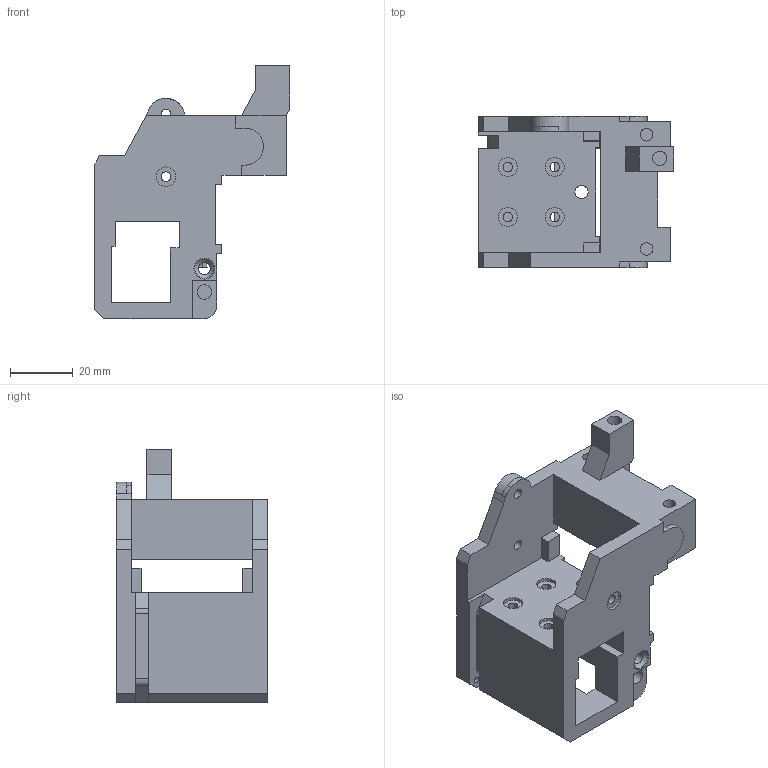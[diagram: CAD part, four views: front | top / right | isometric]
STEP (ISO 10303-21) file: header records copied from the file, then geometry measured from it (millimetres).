
FILE_DESCRIPTION(('FreeCAD Model'),'2;1');
FILE_NAME('Open CASCADE Shape Model','1974-01-01T00:00:00',(''),(''), 'Open CASCADE STEP processor 7.7','FreeCAD','Unknown');
FILE_SCHEMA(('AUTOMOTIVE_DESIGN { 1 0 10303 214 1 1 1 1 }'));
Length unit declared in the file: millimetre
Products named in the file (1): k1_toolhead_step
Bounding box: 62.42 x 48.4 x 81 mm (x, y, z)
Volume: 59112.4 mm3; surface area: 24901.1 mm2
Topology: 1 solids, 1 shells, 177 faces, 503 edges, 345 vertices
Faces by surface type: plane 127, cylinder 44, torus 4, cone 2
Full cylindrical faces by diameter (mm): 1.9 x2, 3 x6, 3.1 x3, 3.2 x2, 3.8 x2, 4 x2, 4.2 x3, 4.6 x7, 6.1 x4, 6.2 x3
Entity records: 5878 total; most frequent: CARTESIAN_POINT 1072, ORIENTED_EDGE 1006, DIRECTION 976, EDGE_CURVE 503, LINE 346, VECTOR 346, VERTEX_POINT 345, AXIS2_PLACEMENT_3D 315
